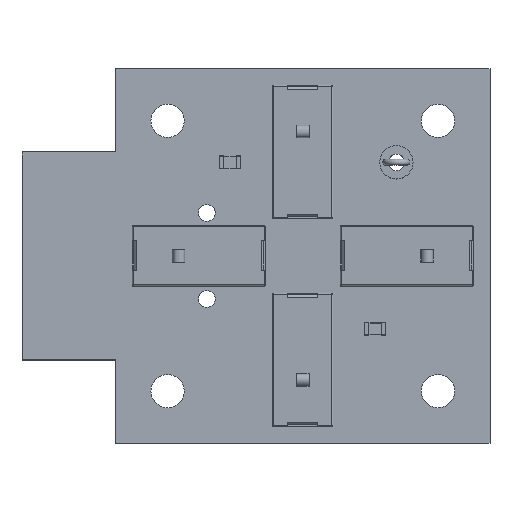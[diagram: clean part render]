
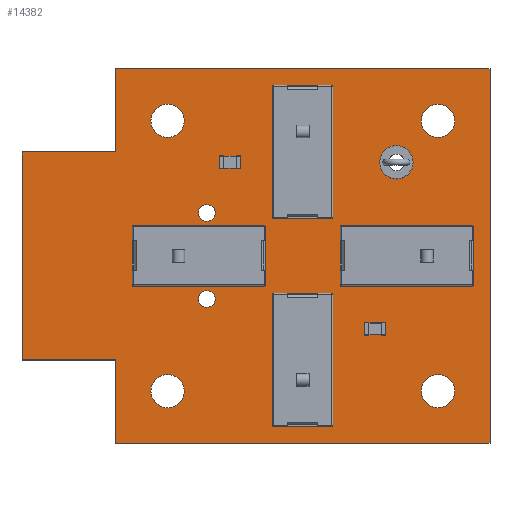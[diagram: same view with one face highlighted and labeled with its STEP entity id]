
A CAD part, top view. The second image highlights one B-rep face of the part: STEP entity #14382.
In plain terms, the highlighted planar face has unit normal (0, 0, 1).
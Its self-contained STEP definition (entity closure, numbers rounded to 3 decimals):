
#14029 = VERTEX_POINT('',#14030);
#14030 = CARTESIAN_POINT('',(18.,-18.,1.6));
#14036 = EDGE_CURVE('',#14029,#14037,#14039,.T.);
#14037 = VERTEX_POINT('',#14038);
#14038 = CARTESIAN_POINT('',(-18.,-18.,1.6));
#14039 = LINE('',#14040,#14041);
#14040 = CARTESIAN_POINT('',(18.,-18.,1.6));
#14041 = VECTOR('',#14042,1.);
#14042 = DIRECTION('',(-1.,0.,0.));
#14069 = VERTEX_POINT('',#14070);
#14070 = CARTESIAN_POINT('',(18.,18.,1.6));
#14076 = EDGE_CURVE('',#14069,#14029,#14077,.T.);
#14077 = LINE('',#14078,#14079);
#14078 = CARTESIAN_POINT('',(18.,18.,1.6));
#14079 = VECTOR('',#14080,1.);
#14080 = DIRECTION('',(0.,-1.,0.));
#14098 = EDGE_CURVE('',#14037,#14099,#14101,.T.);
#14099 = VERTEX_POINT('',#14100);
#14100 = CARTESIAN_POINT('',(-18.,-10.,1.6));
#14101 = LINE('',#14102,#14103);
#14102 = CARTESIAN_POINT('',(-18.,-18.,1.6));
#14103 = VECTOR('',#14104,1.);
#14104 = DIRECTION('',(0.,1.,0.));
#14382 = ADVANCED_FACE('',(#14383,#14426,#14437,#14448,#14459,#14470,
    #14481,#14492,#14503,#14514,#14525,#14536,#14547,#14558,#14569,
    #14580,#14591,#14602,#14613,#14624),#14635,.F.);
#14383 = FACE_BOUND('',#14384,.F.);
#14384 = EDGE_LOOP('',(#14385,#14386,#14387,#14395,#14403,#14411,#14419,
    #14425));
#14385 = ORIENTED_EDGE('',*,*,#14036,.T.);
#14386 = ORIENTED_EDGE('',*,*,#14098,.T.);
#14387 = ORIENTED_EDGE('',*,*,#14388,.T.);
#14388 = EDGE_CURVE('',#14099,#14389,#14391,.T.);
#14389 = VERTEX_POINT('',#14390);
#14390 = CARTESIAN_POINT('',(-27.,-10.,1.6));
#14391 = LINE('',#14392,#14393);
#14392 = CARTESIAN_POINT('',(-18.,-10.,1.6));
#14393 = VECTOR('',#14394,1.);
#14394 = DIRECTION('',(-1.,0.,0.));
#14395 = ORIENTED_EDGE('',*,*,#14396,.T.);
#14396 = EDGE_CURVE('',#14389,#14397,#14399,.T.);
#14397 = VERTEX_POINT('',#14398);
#14398 = CARTESIAN_POINT('',(-27.,10.,1.6));
#14399 = LINE('',#14400,#14401);
#14400 = CARTESIAN_POINT('',(-27.,-10.,1.6));
#14401 = VECTOR('',#14402,1.);
#14402 = DIRECTION('',(0.,1.,0.));
#14403 = ORIENTED_EDGE('',*,*,#14404,.T.);
#14404 = EDGE_CURVE('',#14397,#14405,#14407,.T.);
#14405 = VERTEX_POINT('',#14406);
#14406 = CARTESIAN_POINT('',(-18.,10.,1.6));
#14407 = LINE('',#14408,#14409);
#14408 = CARTESIAN_POINT('',(-27.,10.,1.6));
#14409 = VECTOR('',#14410,1.);
#14410 = DIRECTION('',(1.,0.,0.));
#14411 = ORIENTED_EDGE('',*,*,#14412,.T.);
#14412 = EDGE_CURVE('',#14405,#14413,#14415,.T.);
#14413 = VERTEX_POINT('',#14414);
#14414 = CARTESIAN_POINT('',(-18.,18.,1.6));
#14415 = LINE('',#14416,#14417);
#14416 = CARTESIAN_POINT('',(-18.,10.,1.6));
#14417 = VECTOR('',#14418,1.);
#14418 = DIRECTION('',(0.,1.,0.));
#14419 = ORIENTED_EDGE('',*,*,#14420,.T.);
#14420 = EDGE_CURVE('',#14413,#14069,#14421,.T.);
#14421 = LINE('',#14422,#14423);
#14422 = CARTESIAN_POINT('',(-18.,18.,1.6));
#14423 = VECTOR('',#14424,1.);
#14424 = DIRECTION('',(1.,0.,0.));
#14425 = ORIENTED_EDGE('',*,*,#14076,.T.);
#14426 = FACE_BOUND('',#14427,.F.);
#14427 = EDGE_LOOP('',(#14428));
#14428 = ORIENTED_EDGE('',*,*,#14429,.F.);
#14429 = EDGE_CURVE('',#14430,#14430,#14432,.T.);
#14430 = VERTEX_POINT('',#14431);
#14431 = CARTESIAN_POINT('',(13.,-14.6,1.6));
#14432 = CIRCLE('',#14433,1.6);
#14433 = AXIS2_PLACEMENT_3D('',#14434,#14435,#14436);
#14434 = CARTESIAN_POINT('',(13.,-13.,1.6));
#14435 = DIRECTION('',(-0.,0.,-1.));
#14436 = DIRECTION('',(-0.,-1.,0.));
#14437 = FACE_BOUND('',#14438,.F.);
#14438 = EDGE_LOOP('',(#14439));
#14439 = ORIENTED_EDGE('',*,*,#14440,.F.);
#14440 = EDGE_CURVE('',#14441,#14441,#14443,.T.);
#14441 = VERTEX_POINT('',#14442);
#14442 = CARTESIAN_POINT('',(0.,-15.63,1.6));
#14443 = CIRCLE('',#14444,0.55);
#14444 = AXIS2_PLACEMENT_3D('',#14445,#14446,#14447);
#14445 = CARTESIAN_POINT('',(0.,-15.08,1.6));
#14446 = DIRECTION('',(-0.,0.,-1.));
#14447 = DIRECTION('',(0.,-1.,-0.));
#14448 = FACE_BOUND('',#14449,.F.);
#14449 = EDGE_LOOP('',(#14450));
#14450 = ORIENTED_EDGE('',*,*,#14451,.F.);
#14451 = EDGE_CURVE('',#14452,#14452,#14454,.T.);
#14452 = VERTEX_POINT('',#14453);
#14453 = CARTESIAN_POINT('',(0.,-10.55,1.6));
#14454 = CIRCLE('',#14455,0.55);
#14455 = AXIS2_PLACEMENT_3D('',#14456,#14457,#14458);
#14456 = CARTESIAN_POINT('',(0.,-10.,1.6));
#14457 = DIRECTION('',(-0.,0.,-1.));
#14458 = DIRECTION('',(0.,-1.,-0.));
#14459 = FACE_BOUND('',#14460,.F.);
#14460 = EDGE_LOOP('',(#14461));
#14461 = ORIENTED_EDGE('',*,*,#14462,.F.);
#14462 = EDGE_CURVE('',#14463,#14463,#14465,.T.);
#14463 = VERTEX_POINT('',#14464);
#14464 = CARTESIAN_POINT('',(0.,-5.47,1.6));
#14465 = CIRCLE('',#14466,0.55);
#14466 = AXIS2_PLACEMENT_3D('',#14467,#14468,#14469);
#14467 = CARTESIAN_POINT('',(0.,-4.92,1.6));
#14468 = DIRECTION('',(-0.,0.,-1.));
#14469 = DIRECTION('',(0.,-1.,0.));
#14470 = FACE_BOUND('',#14471,.F.);
#14471 = EDGE_LOOP('',(#14472));
#14472 = ORIENTED_EDGE('',*,*,#14473,.F.);
#14473 = EDGE_CURVE('',#14474,#14474,#14476,.T.);
#14474 = VERTEX_POINT('',#14475);
#14475 = CARTESIAN_POINT('',(-13.,-14.6,1.6));
#14476 = CIRCLE('',#14477,1.6);
#14477 = AXIS2_PLACEMENT_3D('',#14478,#14479,#14480);
#14478 = CARTESIAN_POINT('',(-13.,-13.,1.6));
#14479 = DIRECTION('',(-0.,0.,-1.));
#14480 = DIRECTION('',(-0.,-1.,0.));
#14481 = FACE_BOUND('',#14482,.F.);
#14482 = EDGE_LOOP('',(#14483));
#14483 = ORIENTED_EDGE('',*,*,#14484,.F.);
#14484 = EDGE_CURVE('',#14485,#14485,#14487,.T.);
#14485 = VERTEX_POINT('',#14486);
#14486 = CARTESIAN_POINT('',(-9.23,-4.95,1.6));
#14487 = CIRCLE('',#14488,0.8);
#14488 = AXIS2_PLACEMENT_3D('',#14489,#14490,#14491);
#14489 = CARTESIAN_POINT('',(-9.23,-4.15,1.6));
#14490 = DIRECTION('',(-0.,0.,-1.));
#14491 = DIRECTION('',(-0.,-1.,0.));
#14492 = FACE_BOUND('',#14493,.F.);
#14493 = EDGE_LOOP('',(#14494));
#14494 = ORIENTED_EDGE('',*,*,#14495,.F.);
#14495 = EDGE_CURVE('',#14496,#14496,#14498,.T.);
#14496 = VERTEX_POINT('',#14497);
#14497 = CARTESIAN_POINT('',(15.08,-0.55,1.6));
#14498 = CIRCLE('',#14499,0.55);
#14499 = AXIS2_PLACEMENT_3D('',#14500,#14501,#14502);
#14500 = CARTESIAN_POINT('',(15.08,0.,1.6));
#14501 = DIRECTION('',(-0.,0.,-1.));
#14502 = DIRECTION('',(-0.,-1.,0.));
#14503 = FACE_BOUND('',#14504,.F.);
#14504 = EDGE_LOOP('',(#14505));
#14505 = ORIENTED_EDGE('',*,*,#14506,.F.);
#14506 = EDGE_CURVE('',#14507,#14507,#14509,.T.);
#14507 = VERTEX_POINT('',#14508);
#14508 = CARTESIAN_POINT('',(10.,-0.55,1.6));
#14509 = CIRCLE('',#14510,0.55);
#14510 = AXIS2_PLACEMENT_3D('',#14511,#14512,#14513);
#14511 = CARTESIAN_POINT('',(10.,0.,1.6));
#14512 = DIRECTION('',(-0.,0.,-1.));
#14513 = DIRECTION('',(-0.,-1.,0.));
#14514 = FACE_BOUND('',#14515,.F.);
#14515 = EDGE_LOOP('',(#14516));
#14516 = ORIENTED_EDGE('',*,*,#14517,.F.);
#14517 = EDGE_CURVE('',#14518,#14518,#14520,.T.);
#14518 = VERTEX_POINT('',#14519);
#14519 = CARTESIAN_POINT('',(4.92,-0.55,1.6));
#14520 = CIRCLE('',#14521,0.55);
#14521 = AXIS2_PLACEMENT_3D('',#14522,#14523,#14524);
#14522 = CARTESIAN_POINT('',(4.92,0.,1.6));
#14523 = DIRECTION('',(-0.,0.,-1.));
#14524 = DIRECTION('',(-0.,-1.,0.));
#14525 = FACE_BOUND('',#14526,.F.);
#14526 = EDGE_LOOP('',(#14527));
#14527 = ORIENTED_EDGE('',*,*,#14528,.F.);
#14528 = EDGE_CURVE('',#14529,#14529,#14531,.T.);
#14529 = VERTEX_POINT('',#14530);
#14530 = CARTESIAN_POINT('',(0.,4.37,1.6));
#14531 = CIRCLE('',#14532,0.55);
#14532 = AXIS2_PLACEMENT_3D('',#14533,#14534,#14535);
#14533 = CARTESIAN_POINT('',(0.,4.92,1.6));
#14534 = DIRECTION('',(-0.,0.,-1.));
#14535 = DIRECTION('',(0.,-1.,0.));
#14536 = FACE_BOUND('',#14537,.F.);
#14537 = EDGE_LOOP('',(#14538));
#14538 = ORIENTED_EDGE('',*,*,#14539,.F.);
#14539 = EDGE_CURVE('',#14540,#14540,#14542,.T.);
#14540 = VERTEX_POINT('',#14541);
#14541 = CARTESIAN_POINT('',(9.,8.2,1.6));
#14542 = CIRCLE('',#14543,0.8);
#14543 = AXIS2_PLACEMENT_3D('',#14544,#14545,#14546);
#14544 = CARTESIAN_POINT('',(9.,9.,1.6));
#14545 = DIRECTION('',(-0.,0.,-1.));
#14546 = DIRECTION('',(-0.,-1.,0.));
#14547 = FACE_BOUND('',#14548,.F.);
#14548 = EDGE_LOOP('',(#14549));
#14549 = ORIENTED_EDGE('',*,*,#14550,.F.);
#14550 = EDGE_CURVE('',#14551,#14551,#14553,.T.);
#14551 = VERTEX_POINT('',#14552);
#14552 = CARTESIAN_POINT('',(13.,11.4,1.6));
#14553 = CIRCLE('',#14554,1.6);
#14554 = AXIS2_PLACEMENT_3D('',#14555,#14556,#14557);
#14555 = CARTESIAN_POINT('',(13.,13.,1.6));
#14556 = DIRECTION('',(-0.,0.,-1.));
#14557 = DIRECTION('',(-0.,-1.,0.));
#14558 = FACE_BOUND('',#14559,.F.);
#14559 = EDGE_LOOP('',(#14560));
#14560 = ORIENTED_EDGE('',*,*,#14561,.F.);
#14561 = EDGE_CURVE('',#14562,#14562,#14564,.T.);
#14562 = VERTEX_POINT('',#14563);
#14563 = CARTESIAN_POINT('',(0.,9.45,1.6));
#14564 = CIRCLE('',#14565,0.55);
#14565 = AXIS2_PLACEMENT_3D('',#14566,#14567,#14568);
#14566 = CARTESIAN_POINT('',(0.,10.,1.6));
#14567 = DIRECTION('',(-0.,0.,-1.));
#14568 = DIRECTION('',(0.,-1.,-0.));
#14569 = FACE_BOUND('',#14570,.F.);
#14570 = EDGE_LOOP('',(#14571));
#14571 = ORIENTED_EDGE('',*,*,#14572,.F.);
#14572 = EDGE_CURVE('',#14573,#14573,#14575,.T.);
#14573 = VERTEX_POINT('',#14574);
#14574 = CARTESIAN_POINT('',(0.,14.53,1.6));
#14575 = CIRCLE('',#14576,0.55);
#14576 = AXIS2_PLACEMENT_3D('',#14577,#14578,#14579);
#14577 = CARTESIAN_POINT('',(0.,15.08,1.6));
#14578 = DIRECTION('',(-0.,0.,-1.));
#14579 = DIRECTION('',(0.,-1.,-0.));
#14580 = FACE_BOUND('',#14581,.F.);
#14581 = EDGE_LOOP('',(#14582));
#14582 = ORIENTED_EDGE('',*,*,#14583,.F.);
#14583 = EDGE_CURVE('',#14584,#14584,#14586,.T.);
#14584 = VERTEX_POINT('',#14585);
#14585 = CARTESIAN_POINT('',(-4.92,-0.55,1.6));
#14586 = CIRCLE('',#14587,0.55);
#14587 = AXIS2_PLACEMENT_3D('',#14588,#14589,#14590);
#14588 = CARTESIAN_POINT('',(-4.92,0.,1.6));
#14589 = DIRECTION('',(-0.,0.,-1.));
#14590 = DIRECTION('',(-0.,-1.,0.));
#14591 = FACE_BOUND('',#14592,.F.);
#14592 = EDGE_LOOP('',(#14593));
#14593 = ORIENTED_EDGE('',*,*,#14594,.F.);
#14594 = EDGE_CURVE('',#14595,#14595,#14597,.T.);
#14595 = VERTEX_POINT('',#14596);
#14596 = CARTESIAN_POINT('',(-10.,-0.55,1.6));
#14597 = CIRCLE('',#14598,0.55);
#14598 = AXIS2_PLACEMENT_3D('',#14599,#14600,#14601);
#14599 = CARTESIAN_POINT('',(-10.,0.,1.6));
#14600 = DIRECTION('',(-0.,0.,-1.));
#14601 = DIRECTION('',(-0.,-1.,0.));
#14602 = FACE_BOUND('',#14603,.F.);
#14603 = EDGE_LOOP('',(#14604));
#14604 = ORIENTED_EDGE('',*,*,#14605,.F.);
#14605 = EDGE_CURVE('',#14606,#14606,#14608,.T.);
#14606 = VERTEX_POINT('',#14607);
#14607 = CARTESIAN_POINT('',(-15.08,-0.55,1.6));
#14608 = CIRCLE('',#14609,0.55);
#14609 = AXIS2_PLACEMENT_3D('',#14610,#14611,#14612);
#14610 = CARTESIAN_POINT('',(-15.08,0.,1.6));
#14611 = DIRECTION('',(-0.,0.,-1.));
#14612 = DIRECTION('',(-0.,-1.,0.));
#14613 = FACE_BOUND('',#14614,.F.);
#14614 = EDGE_LOOP('',(#14615));
#14615 = ORIENTED_EDGE('',*,*,#14616,.F.);
#14616 = EDGE_CURVE('',#14617,#14617,#14619,.T.);
#14617 = VERTEX_POINT('',#14618);
#14618 = CARTESIAN_POINT('',(-9.23,3.35,1.6));
#14619 = CIRCLE('',#14620,0.8);
#14620 = AXIS2_PLACEMENT_3D('',#14621,#14622,#14623);
#14621 = CARTESIAN_POINT('',(-9.23,4.15,1.6));
#14622 = DIRECTION('',(-0.,0.,-1.));
#14623 = DIRECTION('',(-0.,-1.,0.));
#14624 = FACE_BOUND('',#14625,.F.);
#14625 = EDGE_LOOP('',(#14626));
#14626 = ORIENTED_EDGE('',*,*,#14627,.F.);
#14627 = EDGE_CURVE('',#14628,#14628,#14630,.T.);
#14628 = VERTEX_POINT('',#14629);
#14629 = CARTESIAN_POINT('',(-13.,11.4,1.6));
#14630 = CIRCLE('',#14631,1.6);
#14631 = AXIS2_PLACEMENT_3D('',#14632,#14633,#14634);
#14632 = CARTESIAN_POINT('',(-13.,13.,1.6));
#14633 = DIRECTION('',(-0.,0.,-1.));
#14634 = DIRECTION('',(-0.,-1.,0.));
#14635 = PLANE('',#14636);
#14636 = AXIS2_PLACEMENT_3D('',#14637,#14638,#14639);
#14637 = CARTESIAN_POINT('',(-3.611,0.,1.6));
#14638 = DIRECTION('',(-0.,-0.,-1.));
#14639 = DIRECTION('',(-1.,0.,0.));
